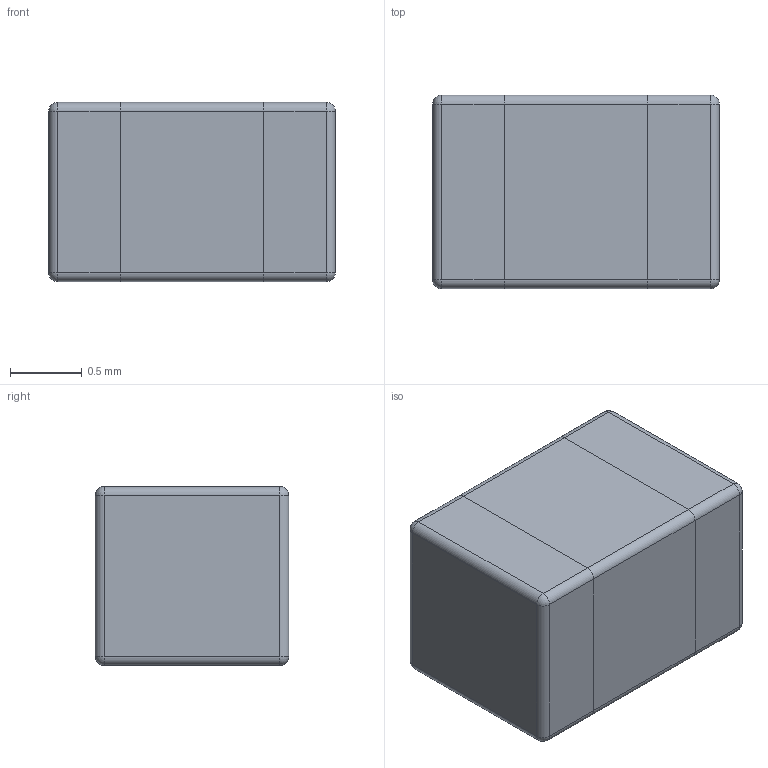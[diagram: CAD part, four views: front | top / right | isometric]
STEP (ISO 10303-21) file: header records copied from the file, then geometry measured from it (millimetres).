
FILE_DESCRIPTION(/* description */ (''),/* implementation_level */ '2;1');
FILE_NAME(/* name */ '',/* time_stamp */ '',/* author */ (''),/* organization */ (''),/* preprocessor_version */ '',/* originating_system */ '',/* authorisation */ '');
FILE_SCHEMA (('AUTOMOTIVE_DESIGN { 1 0 10303 214 3 1 1 }'));
Length unit declared in the file: millimetre
Products named in the file (3): 0402 Resistor; Body; Electrode
Assembly tree (3 placements, depth 2):
  0402 Resistor
    Body
    Electrode  x2
Bounding box: 2 x 1.35 x 1.25 mm (x, y, z)
Volume: 3.4 mm3; surface area: 20 mm2
Topology: 3 solids, 3 shells, 106 faces, 252 edges, 160 vertices
Faces by surface type: bspline 45, plane 33, cylinder 20, sphere 8
Entity records: 3070 total; most frequent: CARTESIAN_POINT 1178, ORIENTED_EDGE 432, DIRECTION 248, EDGE_CURVE 216, VERTEX_POINT 140, LINE 102, VECTOR 102, EDGE_LOOP 96
